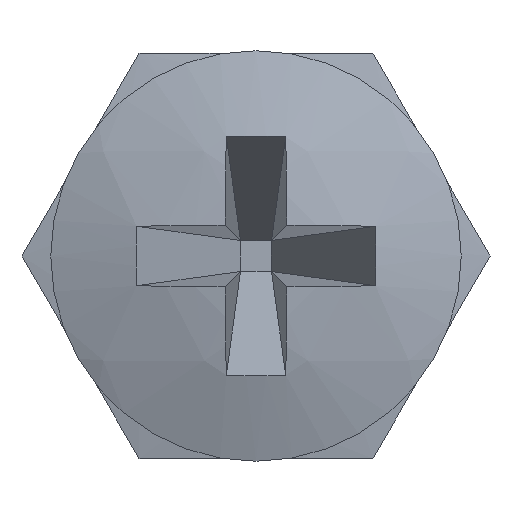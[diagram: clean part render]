
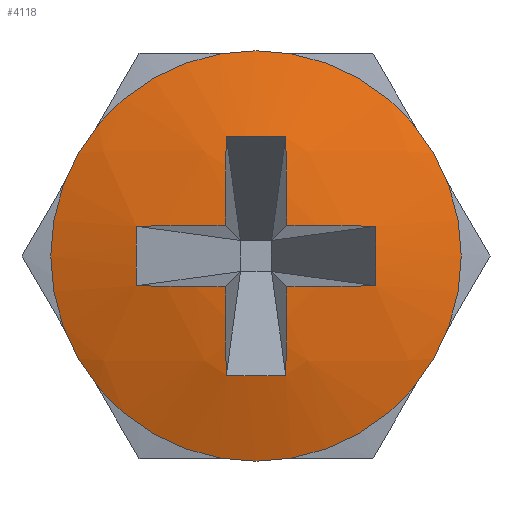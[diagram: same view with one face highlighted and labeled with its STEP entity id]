
A CAD part, left-side view. The second image highlights one B-rep face of the part: STEP entity #4118.
In plain terms, the highlighted spherical face has radius 7.4 mm.
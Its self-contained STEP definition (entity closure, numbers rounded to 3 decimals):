
#18=SPHERICAL_SURFACE('',#4612,7.4);
#32=FACE_BOUND('',#633,.T.);
#409=FACE_OUTER_BOUND('',#632,.T.);
#632=EDGE_LOOP('',(#3800));
#633=EDGE_LOOP('',(#3801,#3802,#3803,#3804,#3805,#3806,#3807,#3808,#3809,
#3810,#3811,#3812));
#944=CIRCLE('',#4611,2.75);
#945=CIRCLE('',#4613,6.933);
#946=CIRCLE('',#4614,7.396);
#947=CIRCLE('',#4615,7.396);
#948=CIRCLE('',#4616,6.933);
#949=CIRCLE('',#4617,7.396);
#950=CIRCLE('',#4618,7.396);
#951=CIRCLE('',#4619,6.933);
#952=CIRCLE('',#4620,7.396);
#953=CIRCLE('',#4621,7.396);
#954=CIRCLE('',#4622,6.933);
#955=CIRCLE('',#4623,7.396);
#956=CIRCLE('',#4624,7.396);
#1903=VERTEX_POINT('',#10584);
#1904=VERTEX_POINT('',#10588);
#1905=VERTEX_POINT('',#10589);
#1906=VERTEX_POINT('',#10591);
#1907=VERTEX_POINT('',#10593);
#1908=VERTEX_POINT('',#10595);
#1909=VERTEX_POINT('',#10597);
#1910=VERTEX_POINT('',#10599);
#1911=VERTEX_POINT('',#10601);
#1912=VERTEX_POINT('',#10603);
#1913=VERTEX_POINT('',#10605);
#1914=VERTEX_POINT('',#10607);
#1915=VERTEX_POINT('',#10609);
#2536=EDGE_CURVE('',#1903,#1903,#944,.T.);
#2538=EDGE_CURVE('',#1904,#1905,#945,.T.);
#2539=EDGE_CURVE('',#1904,#1906,#946,.T.);
#2540=EDGE_CURVE('',#1906,#1907,#947,.T.);
#2541=EDGE_CURVE('',#1908,#1907,#948,.T.);
#2542=EDGE_CURVE('',#1908,#1909,#949,.T.);
#2543=EDGE_CURVE('',#1909,#1910,#950,.T.);
#2544=EDGE_CURVE('',#1911,#1910,#951,.T.);
#2545=EDGE_CURVE('',#1911,#1912,#952,.T.);
#2546=EDGE_CURVE('',#1912,#1913,#953,.T.);
#2547=EDGE_CURVE('',#1914,#1913,#954,.T.);
#2548=EDGE_CURVE('',#1914,#1915,#955,.T.);
#2549=EDGE_CURVE('',#1915,#1905,#956,.T.);
#3800=ORIENTED_EDGE('',*,*,#2536,.T.);
#3801=ORIENTED_EDGE('',*,*,#2538,.F.);
#3802=ORIENTED_EDGE('',*,*,#2539,.T.);
#3803=ORIENTED_EDGE('',*,*,#2540,.T.);
#3804=ORIENTED_EDGE('',*,*,#2541,.F.);
#3805=ORIENTED_EDGE('',*,*,#2542,.T.);
#3806=ORIENTED_EDGE('',*,*,#2543,.T.);
#3807=ORIENTED_EDGE('',*,*,#2544,.F.);
#3808=ORIENTED_EDGE('',*,*,#2545,.T.);
#3809=ORIENTED_EDGE('',*,*,#2546,.T.);
#3810=ORIENTED_EDGE('',*,*,#2547,.F.);
#3811=ORIENTED_EDGE('',*,*,#2548,.T.);
#3812=ORIENTED_EDGE('',*,*,#2549,.T.);
#4118=ADVANCED_FACE('',(#409,#32),#18,.T.);
#4611=AXIS2_PLACEMENT_3D('',#10585,#5754,#5755);
#4612=AXIS2_PLACEMENT_3D('',#10587,#5757,#5758);
#4613=AXIS2_PLACEMENT_3D('',#10590,#5759,#5760);
#4614=AXIS2_PLACEMENT_3D('',#10592,#5761,#5762);
#4615=AXIS2_PLACEMENT_3D('',#10594,#5763,#5764);
#4616=AXIS2_PLACEMENT_3D('',#10596,#5765,#5766);
#4617=AXIS2_PLACEMENT_3D('',#10598,#5767,#5768);
#4618=AXIS2_PLACEMENT_3D('',#10600,#5769,#5770);
#4619=AXIS2_PLACEMENT_3D('',#10602,#5771,#5772);
#4620=AXIS2_PLACEMENT_3D('',#10604,#5773,#5774);
#4621=AXIS2_PLACEMENT_3D('',#10606,#5775,#5776);
#4622=AXIS2_PLACEMENT_3D('',#10608,#5777,#5778);
#4623=AXIS2_PLACEMENT_3D('',#10610,#5779,#5780);
#4624=AXIS2_PLACEMENT_3D('',#10611,#5781,#5782);
#5754=DIRECTION('center_axis',(-1.,0.,0.));
#5755=DIRECTION('ref_axis',(0.,0.,1.));
#5757=DIRECTION('center_axis',(0.,0.,1.));
#5758=DIRECTION('ref_axis',(0.,-1.,0.));
#5759=DIRECTION('center_axis',(-0.544,0.839,0.));
#5760=DIRECTION('ref_axis',(0.839,0.544,0.));
#5761=DIRECTION('center_axis',(0.089,0.,
-0.996));
#5762=DIRECTION('ref_axis',(0.996,0.,0.089));
#5763=DIRECTION('center_axis',(0.089,-0.996,0.));
#5764=DIRECTION('ref_axis',(-0.996,-0.089,0.));
#5765=DIRECTION('center_axis',(-0.544,0.,
0.839));
#5766=DIRECTION('ref_axis',(-0.839,0.,-0.544));
#5767=DIRECTION('center_axis',(0.089,0.996,0.));
#5768=DIRECTION('ref_axis',(0.996,-0.089,0.));
#5769=DIRECTION('center_axis',(0.089,0.,
-0.996));
#5770=DIRECTION('ref_axis',(0.996,0.,0.089));
#5771=DIRECTION('center_axis',(-0.544,-0.839,0.));
#5772=DIRECTION('ref_axis',(-0.839,0.544,0.));
#5773=DIRECTION('center_axis',(0.089,0.,
0.996));
#5774=DIRECTION('ref_axis',(-0.996,0.,0.089));
#5775=DIRECTION('center_axis',(0.089,0.996,0.));
#5776=DIRECTION('ref_axis',(0.996,-0.089,0.));
#5777=DIRECTION('center_axis',(-0.544,0.,
-0.839));
#5778=DIRECTION('ref_axis',(0.839,0.,-0.544));
#5779=DIRECTION('center_axis',(0.089,-0.996,0.));
#5780=DIRECTION('ref_axis',(-0.996,-0.089,0.));
#5781=DIRECTION('center_axis',(0.089,0.,
0.996));
#5782=DIRECTION('ref_axis',(-0.996,0.,0.089));
#10584=CARTESIAN_POINT('',(0.53,0.,-2.75));
#10585=CARTESIAN_POINT('Origin',(0.53,0.,0.));
#10587=CARTESIAN_POINT('Origin',(7.4,0.,0.));
#10588=CARTESIAN_POINT('',(0.186,-1.599,-0.398));
#10589=CARTESIAN_POINT('',(0.186,-1.599,0.398));
#10590=CARTESIAN_POINT('Origin',(5.992,2.169,0.));
#10591=CARTESIAN_POINT('',(0.023,-0.413,-0.413));
#10592=CARTESIAN_POINT('Origin',(7.378,0.,
0.242));
#10593=CARTESIAN_POINT('',(0.186,-0.398,-1.599));
#10594=CARTESIAN_POINT('Origin',(7.378,0.242,0.));
#10595=CARTESIAN_POINT('',(0.186,0.398,-1.599));
#10596=CARTESIAN_POINT('Origin',(5.992,0.,
2.169));
#10597=CARTESIAN_POINT('',(0.023,0.413,-0.413));
#10598=CARTESIAN_POINT('Origin',(7.378,-0.242,0.));
#10599=CARTESIAN_POINT('',(0.186,1.599,-0.398));
#10600=CARTESIAN_POINT('Origin',(7.378,0.,
0.242));
#10601=CARTESIAN_POINT('',(0.186,1.599,0.398));
#10602=CARTESIAN_POINT('Origin',(5.992,-2.169,0.));
#10603=CARTESIAN_POINT('',(0.023,0.413,0.413));
#10604=CARTESIAN_POINT('Origin',(7.378,0.,
-0.242));
#10605=CARTESIAN_POINT('',(0.186,0.398,1.599));
#10606=CARTESIAN_POINT('Origin',(7.378,-0.242,0.));
#10607=CARTESIAN_POINT('',(0.186,-0.398,1.599));
#10608=CARTESIAN_POINT('Origin',(5.992,0.,
-2.169));
#10609=CARTESIAN_POINT('',(0.023,-0.413,0.413));
#10610=CARTESIAN_POINT('Origin',(7.378,0.242,0.));
#10611=CARTESIAN_POINT('Origin',(7.378,0.,
-0.242));
